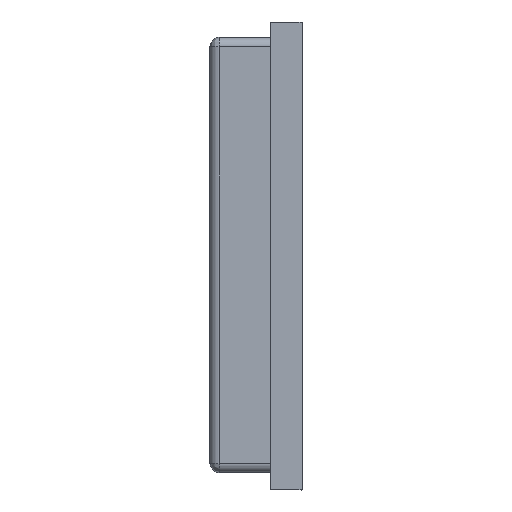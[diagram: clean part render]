
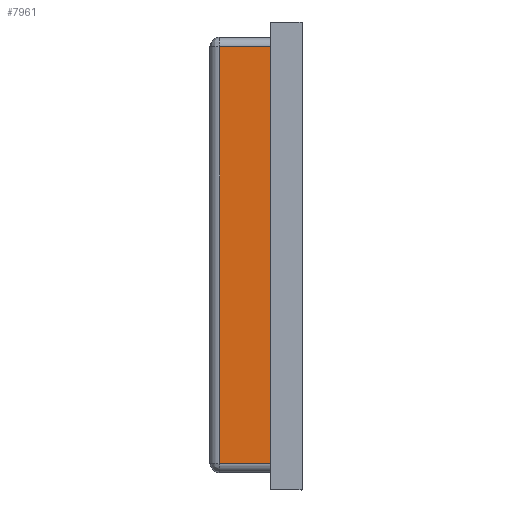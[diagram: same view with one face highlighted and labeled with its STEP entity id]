
A CAD part, left-side view. The second image highlights one B-rep face of the part: STEP entity #7961.
In plain terms, the highlighted planar face has unit normal (-1, 0, 0).
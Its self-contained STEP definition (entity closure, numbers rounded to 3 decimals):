
#12 = DIRECTION ( 'NONE',  ( 0., 0., 1. ) ) ;
#245 = CARTESIAN_POINT ( 'NONE',  ( 0.5, 0.82, -6.1 ) ) ;
#292 = LINE ( 'NONE', #245, #8486 ) ;
#1245 = DIRECTION ( 'NONE',  ( 0., 0., -1. ) ) ;
#1302 = CARTESIAN_POINT ( 'NONE',  ( 0.5, 2.15, -6.075 ) ) ;
#2149 = CARTESIAN_POINT ( 'NONE',  ( 0.5, 2.15, -11.5 ) ) ;
#2243 = LINE ( 'NONE', #1302, #4004 ) ;
#2485 = ORIENTED_EDGE ( 'NONE', *, *, #9665, .F. ) ;
#2610 = CARTESIAN_POINT ( 'NONE',  ( 0.5, 1.485, -11.5 ) ) ;
#2725 = LINE ( 'NONE', #2610, #11602 ) ;
#2851 = CARTESIAN_POINT ( 'NONE',  ( 0.5, 0.793, -11.717 ) ) ;
#3941 = DIRECTION ( 'NONE',  ( 0., 0., -1. ) ) ;
#4004 = VECTOR ( 'NONE', #1245, 1000. ) ;
#4077 = CARTESIAN_POINT ( 'NONE',  ( 0.5, 0.82, -11.5 ) ) ;
#4257 = ORIENTED_EDGE ( 'NONE', *, *, #11237, .T. ) ;
#4659 = DIRECTION ( 'NONE',  ( -1., 0., 0. ) ) ;
#4971 = FACE_OUTER_BOUND ( 'NONE', #9314, .T. ) ;
#5010 = LINE ( 'NONE', #9698, #10191 ) ;
#5092 = PLANE ( 'NONE',  #9591 ) ;
#6543 = VERTEX_POINT ( 'NONE', #8632 ) ;
#7918 = VERTEX_POINT ( 'NONE', #4077 ) ;
#7961 = ADVANCED_FACE ( 'NONE', ( #4971 ), #5092, .T. ) ;
#8486 = VECTOR ( 'NONE', #3941, 1000. ) ;
#8632 = CARTESIAN_POINT ( 'NONE',  ( 0.5, 0.82, -0.65 ) ) ;
#8798 = DIRECTION ( 'NONE',  ( 0., 1., 0. ) ) ;
#8896 = ORIENTED_EDGE ( 'NONE', *, *, #10657, .T. ) ;
#8948 = EDGE_CURVE ( 'NONE', #6543, #9997, #5010, .T. ) ;
#9314 = EDGE_LOOP ( 'NONE', ( #8896, #2485, #11499, #4257 ) ) ;
#9591 = AXIS2_PLACEMENT_3D ( 'NONE', #2851, #4659, #12 ) ;
#9665 = EDGE_CURVE ( 'NONE', #6543, #7918, #292, .T. ) ;
#9698 = CARTESIAN_POINT ( 'NONE',  ( 0.5, 1.485, -0.65 ) ) ;
#9997 = VERTEX_POINT ( 'NONE', #11190 ) ;
#9998 = VERTEX_POINT ( 'NONE', #2149 ) ;
#10191 = VECTOR ( 'NONE', #8798, 1000. ) ;
#10657 = EDGE_CURVE ( 'NONE', #9998, #7918, #2725, .T. ) ;
#10791 = DIRECTION ( 'NONE',  ( 0., -1., 0. ) ) ;
#11190 = CARTESIAN_POINT ( 'NONE',  ( 0.5, 2.15, -0.65 ) ) ;
#11237 = EDGE_CURVE ( 'NONE', #9997, #9998, #2243, .T. ) ;
#11499 = ORIENTED_EDGE ( 'NONE', *, *, #8948, .T. ) ;
#11602 = VECTOR ( 'NONE', #10791, 1000. ) ;
